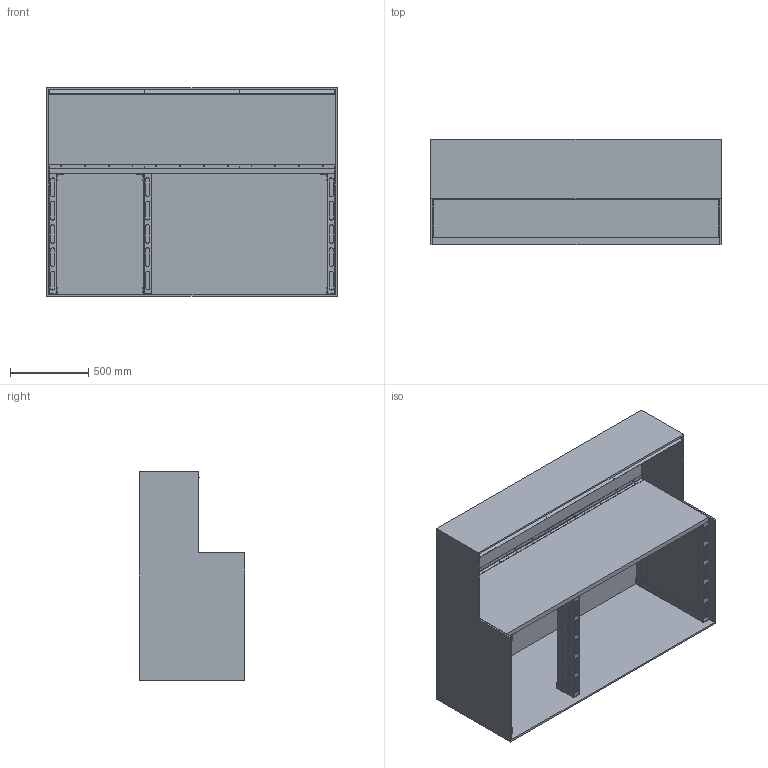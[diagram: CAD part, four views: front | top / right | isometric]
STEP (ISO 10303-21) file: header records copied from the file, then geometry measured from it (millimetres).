
FILE_DESCRIPTION (( 'STEP AP214' ), '1' );
FILE_NAME ('WCP-1157.STEP', '2023-07-18T22:04:23', ( '' ), ( '' ), 'SwSTEP 2.0', 'SolidWorks 2022', '' );
FILE_SCHEMA (( 'AUTOMOTIVE_DESIGN' ));
Length unit declared in the file: inch
Products named in the file (14): lower table support; BOLT BHCS 10-32 0.375; main trim; Table Top; id21_2; WCP-1157; lower table support_2; upper table support; Table Case; upper table support_2; table leg; id16; id21; light shield
Assembly tree (137 placements, depth 2):
  WCP-1157
    id16
    id21
    BOLT BHCS 10-32 0.375  x48
    id21_2  x67
    light shield  x3
    table leg  x6
    Table Case
    upper table support  x2
    lower table support
    lower table support_2  x2
    Table Top
    main trim  x3
    upper table support_2
Bounding box: 1860.55 x 673.1 x 1336.67 mm (x, y, z)
Volume: 112244213.9 mm3; surface area: 16232571.9 mm2
Topology: 89 solids, 473 shells, 3185 faces, 8352 edges, 5395 vertices
Faces by surface type: cylinder 1508, plane 919, cone 474, torus 140, bspline 96, sphere 48
Entity records: 31726 total; most frequent: CARTESIAN_POINT 10279, DIRECTION 3153, ORIENTED_EDGE 2780, EDGE_CURVE 1398, AXIS2_PLACEMENT_3D 1260, VERTEX_POINT 918, EDGE_LOOP 762, VECTOR 633
